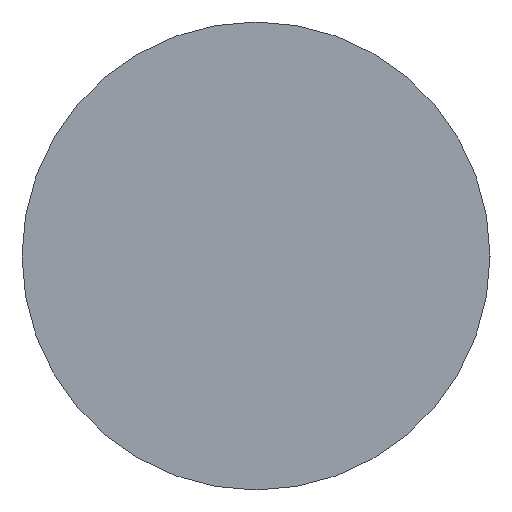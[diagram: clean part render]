
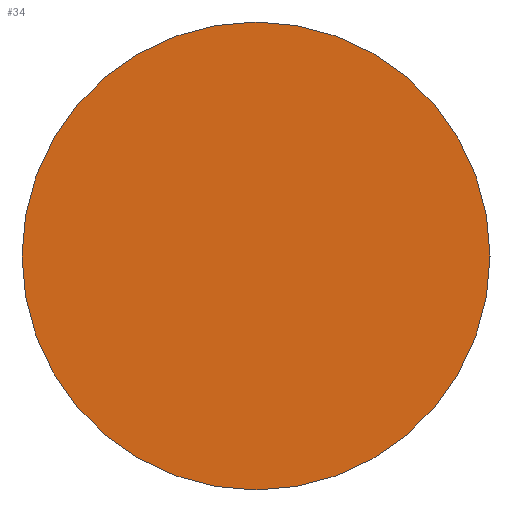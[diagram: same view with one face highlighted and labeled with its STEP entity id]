
A CAD part, left-side view. The second image highlights one B-rep face of the part: STEP entity #34.
In plain terms, the highlighted planar face has unit normal (-1, 0, 0).
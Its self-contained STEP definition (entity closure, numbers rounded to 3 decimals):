
#4 = ORIENTED_EDGE ( 'NONE', *, *, #148, .T. ) ;
#7 = CARTESIAN_POINT ( 'NONE',  ( 0., 0., 0. ) ) ;
#10 = DIRECTION ( 'NONE',  ( -1., 0., 0. ) ) ;
#11 = DIRECTION ( 'NONE',  ( -1., 0., 0. ) ) ;
#15 = FACE_OUTER_BOUND ( 'NONE', #95, .T. ) ;
#23 = DIRECTION ( 'NONE',  ( 0., 0., 1. ) ) ;
#26 = PLANE ( 'NONE',  #80 ) ;
#34 = ADVANCED_FACE ( 'NONE', ( #15 ), #26, .F. ) ;
#61 = VERTEX_POINT ( 'NONE', #97 ) ;
#76 = VERTEX_POINT ( 'NONE', #143 ) ;
#78 = ORIENTED_EDGE ( 'NONE', *, *, #138, .T. ) ;
#80 = AXIS2_PLACEMENT_3D ( 'NONE', #117, #163, #111 ) ;
#81 = AXIS2_PLACEMENT_3D ( 'NONE', #121, #10, #94 ) ;
#94 = DIRECTION ( 'NONE',  ( 0., 0., 1. ) ) ;
#95 = EDGE_LOOP ( 'NONE', ( #78, #4 ) ) ;
#97 = CARTESIAN_POINT ( 'NONE',  ( 0., 0., 12.7 ) ) ;
#111 = DIRECTION ( 'NONE',  ( 0., 0., -1. ) ) ;
#113 = AXIS2_PLACEMENT_3D ( 'NONE', #7, #11, #23 ) ;
#117 = CARTESIAN_POINT ( 'NONE',  ( 0., 0., 0. ) ) ;
#120 = CIRCLE ( 'NONE', #81, 12.7 ) ;
#121 = CARTESIAN_POINT ( 'NONE',  ( 0., 0., 0. ) ) ;
#138 = EDGE_CURVE ( 'NONE', #61, #76, #120, .T. ) ;
#143 = CARTESIAN_POINT ( 'NONE',  ( 0., 0., -12.7 ) ) ;
#148 = EDGE_CURVE ( 'NONE', #76, #61, #156, .T. ) ;
#156 = CIRCLE ( 'NONE', #113, 12.7 ) ;
#163 = DIRECTION ( 'NONE',  ( 1., 0., 0. ) ) ;
